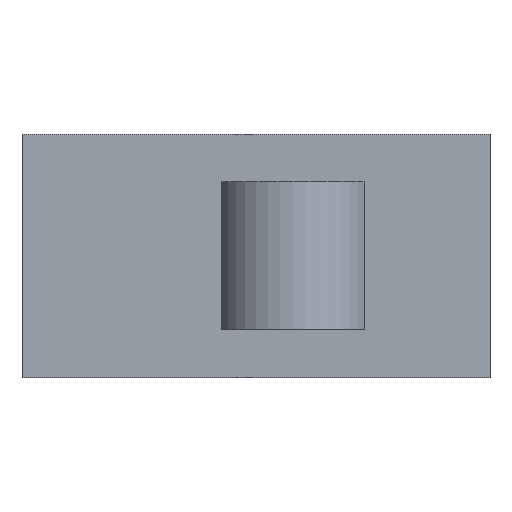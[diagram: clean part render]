
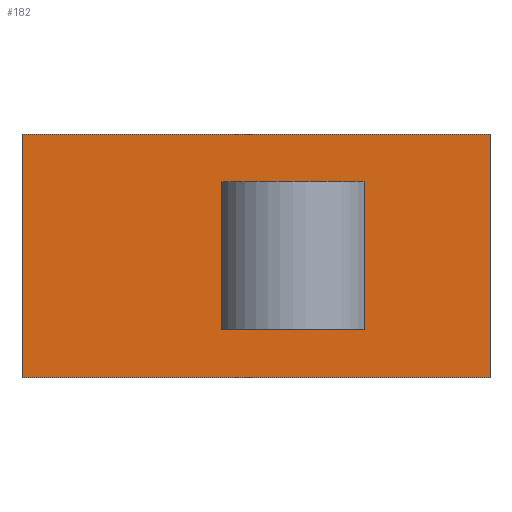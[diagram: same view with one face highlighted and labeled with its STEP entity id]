
A CAD part, top view. The second image highlights one B-rep face of the part: STEP entity #182.
In plain terms, the highlighted planar face has unit normal (0, 0, 1).
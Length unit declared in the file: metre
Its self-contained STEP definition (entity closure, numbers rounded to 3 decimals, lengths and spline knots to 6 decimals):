
#130 = EDGE_CURVE( '', #334, #335, #336, .T. );
#166 = EDGE_CURVE( '', #331, #389, #392, .T. );
#182 = ADVANCED_FACE( '', ( #416, #417 ), #418, .F. );
#206 = EDGE_CURVE( '', #335, #327, #447, .T. );
#208 = EDGE_CURVE( '', #449, #320, #450, .T. );
#216 = EDGE_CURVE( '', #458, #327, #459, .T. );
#230 = EDGE_CURVE( '', #320, #331, #475, .T. );
#236 = EDGE_CURVE( '', #389, #449, #481, .T. );
#248 = EDGE_CURVE( '', #334, #458, #495, .T. );
#320 = VERTEX_POINT( '', #578 );
#327 = VERTEX_POINT( '', #589 );
#331 = VERTEX_POINT( '', #595 );
#334 = VERTEX_POINT( '', #600 );
#335 = VERTEX_POINT( '', #601 );
#336 = LINE( '', #602, #603 );
#389 = VERTEX_POINT( '', #681 );
#392 = LINE( '', #686, #687 );
#416 = FACE_BOUND( '', #719, .T. );
#417 = FACE_OUTER_BOUND( '', #720, .T. );
#418 = PLANE( '', #721 );
#447 = LINE( '', #761, #762 );
#449 = VERTEX_POINT( '', #765 );
#450 = LINE( '', #766, #767 );
#458 = VERTEX_POINT( '', #782 );
#459 = LINE( '', #783, #784 );
#475 = LINE( '', #811, #812 );
#481 = LINE( '', #823, #824 );
#495 = LINE( '', #847, #848 );
#578 = CARTESIAN_POINT( '', ( -0.006341, -0.00329, 0.006458 ) );
#589 = CARTESIAN_POINT( '', ( -0.000917, -0.00199, 0.006458 ) );
#595 = CARTESIAN_POINT( '', ( 0.006359, -0.00329, 0.006458 ) );
#600 = CARTESIAN_POINT( '', ( 0.002943, 0.00201, 0.006458 ) );
#601 = CARTESIAN_POINT( '', ( 0.002943, -0.00199, 0.006458 ) );
#602 = CARTESIAN_POINT( '', ( 0.002943, 0.00201, 0.006458 ) );
#603 = VECTOR( '', #932, 1. );
#681 = CARTESIAN_POINT( '', ( 0.006359, 0.00331, 0.006458 ) );
#686 = CARTESIAN_POINT( '', ( 0.006359, -0.00329, 0.006458 ) );
#687 = VECTOR( '', #978, 1. );
#719 = EDGE_LOOP( '', ( #1008, #1009, #1010, #1011 ) );
#720 = EDGE_LOOP( '', ( #1012, #1013, #1014, #1015 ) );
#721 = AXIS2_PLACEMENT_3D( '', #1016, #1017, #1018 );
#761 = CARTESIAN_POINT( '', ( 0.002943, -0.00199, 0.006458 ) );
#762 = VECTOR( '', #1069, 1. );
#765 = CARTESIAN_POINT( '', ( -0.006341, 0.00331, 0.006458 ) );
#766 = CARTESIAN_POINT( '', ( -0.006341, -0.00329, 0.006458 ) );
#767 = VECTOR( '', #1070, 1. );
#782 = CARTESIAN_POINT( '', ( -0.000917, 0.00201, 0.006458 ) );
#783 = CARTESIAN_POINT( '', ( -0.000917, 0.00201, 0.006458 ) );
#784 = VECTOR( '', #1074, 1. );
#811 = CARTESIAN_POINT( '', ( 0.006359, -0.00329, 0.006458 ) );
#812 = VECTOR( '', #1088, 1. );
#823 = CARTESIAN_POINT( '', ( 0.006359, 0.00331, 0.006458 ) );
#824 = VECTOR( '', #1091, 1. );
#847 = CARTESIAN_POINT( '', ( 0.002943, 0.00201, 0.006458 ) );
#848 = VECTOR( '', #1104, 1. );
#932 = DIRECTION( '', ( 0., -1., 0. ) );
#978 = DIRECTION( '', ( 0., 1., 0. ) );
#1008 = ORIENTED_EDGE( '', *, *, #216, .F. );
#1009 = ORIENTED_EDGE( '', *, *, #248, .F. );
#1010 = ORIENTED_EDGE( '', *, *, #130, .T. );
#1011 = ORIENTED_EDGE( '', *, *, #206, .T. );
#1012 = ORIENTED_EDGE( '', *, *, #236, .T. );
#1013 = ORIENTED_EDGE( '', *, *, #208, .T. );
#1014 = ORIENTED_EDGE( '', *, *, #230, .T. );
#1015 = ORIENTED_EDGE( '', *, *, #166, .T. );
#1016 = CARTESIAN_POINT( '', ( 0.000009, 0.00001, 0.006458 ) );
#1017 = DIRECTION( '', ( 0., 0., -1. ) );
#1018 = DIRECTION( '', ( -1., 0., 0. ) );
#1069 = DIRECTION( '', ( -1., 0., 0. ) );
#1070 = DIRECTION( '', ( 0., -1., 0. ) );
#1074 = DIRECTION( '', ( 0., -1., 0. ) );
#1088 = DIRECTION( '', ( 1., 0., 0. ) );
#1091 = DIRECTION( '', ( -1., 0., 0. ) );
#1104 = DIRECTION( '', ( -1., 0., 0. ) );
